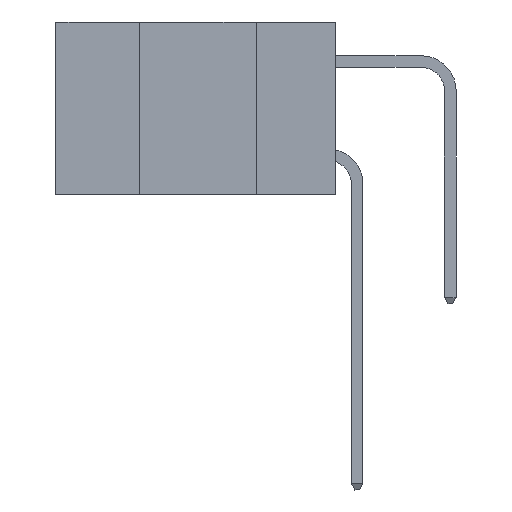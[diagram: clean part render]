
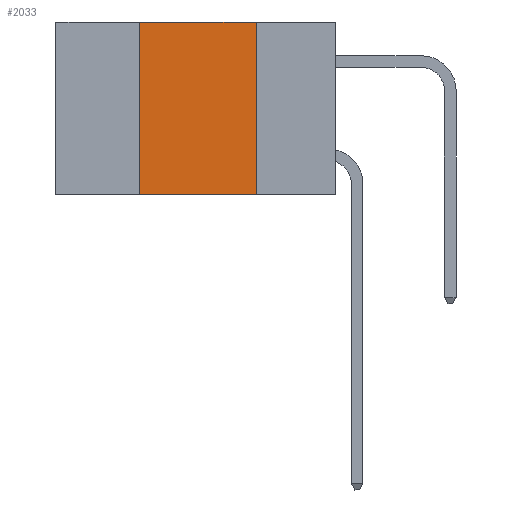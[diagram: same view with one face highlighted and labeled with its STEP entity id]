
A CAD part, left-side view. The second image highlights one B-rep face of the part: STEP entity #2033.
In plain terms, the highlighted planar face has unit normal (-1, 0, 0).
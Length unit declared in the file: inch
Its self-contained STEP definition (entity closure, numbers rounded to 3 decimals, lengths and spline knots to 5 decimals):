
#476 = CARTESIAN_POINT ( 'NONE',  ( 0., 0.42, 0. ) ) ;
#1097 = VERTEX_POINT ( 'NONE', #13966 ) ;
#1534 = VERTEX_POINT ( 'NONE', #4211 ) ;
#2033 = ADVANCED_FACE ( 'NONE', ( #19058 ), #20951, .F. ) ;
#2761 = EDGE_CURVE ( 'NONE', #23941, #1534, #12245, .T. ) ;
#2778 = DIRECTION ( 'NONE',  ( 0., 0., 1. ) ) ;
#4211 = CARTESIAN_POINT ( 'NONE',  ( 0., 0.17, -0.37 ) ) ;
#4357 = EDGE_LOOP ( 'NONE', ( #19899, #17739, #21405, #23531 ) ) ;
#4380 = VECTOR ( 'NONE', #20368, 39.37008 ) ;
#4701 = DIRECTION ( 'NONE',  ( 1., 0., 0. ) ) ;
#4840 = EDGE_CURVE ( 'NONE', #1097, #1534, #25591, .T. ) ;
#5729 = EDGE_CURVE ( 'NONE', #23941, #25430, #17388, .T. ) ;
#6605 = CARTESIAN_POINT ( 'NONE',  ( 0., 0.6, 0. ) ) ;
#11365 = VECTOR ( 'NONE', #23831, 39.37008 ) ;
#11486 = LINE ( 'NONE', #26104, #26450 ) ;
#12198 = AXIS2_PLACEMENT_3D ( 'NONE', #6605, #4701, #14844 ) ;
#12245 = LINE ( 'NONE', #22139, #4380 ) ;
#13966 = CARTESIAN_POINT ( 'NONE',  ( 0., 0.17, 0. ) ) ;
#14455 = CARTESIAN_POINT ( 'NONE',  ( 0., 0.42, 0. ) ) ;
#14844 = DIRECTION ( 'NONE',  ( 0., 0., -1. ) ) ;
#17388 = LINE ( 'NONE', #476, #23956 ) ;
#17739 = ORIENTED_EDGE ( 'NONE', *, *, #21783, .F. ) ;
#19058 = FACE_OUTER_BOUND ( 'NONE', #4357, .T. ) ;
#19230 = CARTESIAN_POINT ( 'NONE',  ( 0., 0.17, 0. ) ) ;
#19475 = CARTESIAN_POINT ( 'NONE',  ( 0., 0.42, -0.37 ) ) ;
#19733 = DIRECTION ( 'NONE',  ( 0., -1., 0. ) ) ;
#19899 = ORIENTED_EDGE ( 'NONE', *, *, #4840, .F. ) ;
#20368 = DIRECTION ( 'NONE',  ( 0., -1., 0. ) ) ;
#20951 = PLANE ( 'NONE',  #12198 ) ;
#21405 = ORIENTED_EDGE ( 'NONE', *, *, #5729, .F. ) ;
#21783 = EDGE_CURVE ( 'NONE', #25430, #1097, #11486, .T. ) ;
#22139 = CARTESIAN_POINT ( 'NONE',  ( 0., 0.6, -0.37 ) ) ;
#23531 = ORIENTED_EDGE ( 'NONE', *, *, #2761, .T. ) ;
#23831 = DIRECTION ( 'NONE',  ( 0., 0., -1. ) ) ;
#23941 = VERTEX_POINT ( 'NONE', #19475 ) ;
#23956 = VECTOR ( 'NONE', #2778, 39.37008 ) ;
#25430 = VERTEX_POINT ( 'NONE', #14455 ) ;
#25591 = LINE ( 'NONE', #19230, #11365 ) ;
#26104 = CARTESIAN_POINT ( 'NONE',  ( 0., 0.6, 0. ) ) ;
#26450 = VECTOR ( 'NONE', #19733, 39.37008 ) ;
